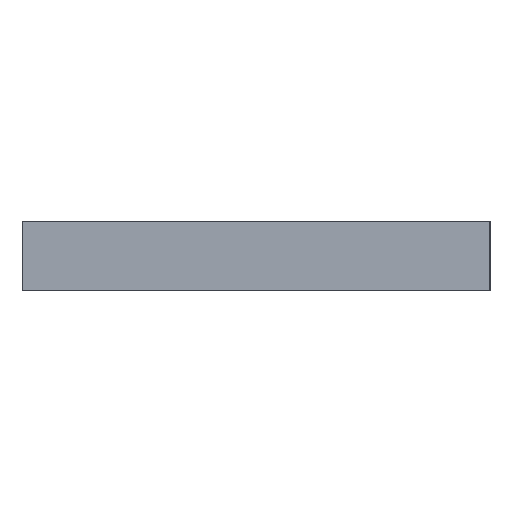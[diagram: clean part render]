
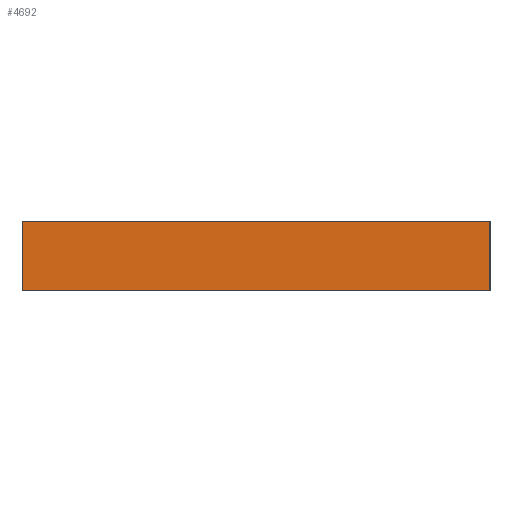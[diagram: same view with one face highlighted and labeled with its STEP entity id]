
A CAD part, left-side view. The second image highlights one B-rep face of the part: STEP entity #4692.
In plain terms, the highlighted planar face has unit normal (-1, 0, 0).
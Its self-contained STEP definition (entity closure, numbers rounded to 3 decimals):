
#1056=FACE_OUTER_BOUND('',#1513,.T.);
#1513=EDGE_LOOP('',(#4133,#4134,#4135,#4136));
#1801=LINE('',#7666,#2085);
#1818=LINE('',#7709,#2102);
#1819=LINE('',#7711,#2103);
#1820=LINE('',#7712,#2104);
#2085=VECTOR('',#6362,10.);
#2102=VECTOR('',#6405,10.);
#2103=VECTOR('',#6406,10.);
#2104=VECTOR('',#6407,10.);
#2487=VERTEX_POINT('',#7659);
#2490=VERTEX_POINT('',#7664);
#2503=VERTEX_POINT('',#7708);
#2504=VERTEX_POINT('',#7710);
#3047=EDGE_CURVE('',#2490,#2487,#1801,.T.);
#3068=EDGE_CURVE('',#2503,#2490,#1818,.T.);
#3069=EDGE_CURVE('',#2503,#2504,#1819,.T.);
#3070=EDGE_CURVE('',#2504,#2487,#1820,.T.);
#4133=ORIENTED_EDGE('',*,*,#3068,.F.);
#4134=ORIENTED_EDGE('',*,*,#3069,.T.);
#4135=ORIENTED_EDGE('',*,*,#3070,.T.);
#4136=ORIENTED_EDGE('',*,*,#3047,.F.);
#4507=PLANE('',#5210);
#4692=ADVANCED_FACE('',(#1056),#4507,.T.);
#5210=AXIS2_PLACEMENT_3D('',#7707,#6403,#6404);
#6362=DIRECTION('',(0.,1.,0.));
#6403=DIRECTION('center_axis',(-1.,0.,0.));
#6404=DIRECTION('ref_axis',(0.,0.,1.));
#6405=DIRECTION('',(0.,0.,-1.));
#6406=DIRECTION('',(0.,1.,0.));
#6407=DIRECTION('',(0.,0.,-1.));
#7659=CARTESIAN_POINT('',(92.9,-53.9,-5.49));
#7664=CARTESIAN_POINT('',(92.9,-148.5,-5.49));
#7666=CARTESIAN_POINT('',(92.9,-101.2,-5.49));
#7707=CARTESIAN_POINT('Origin',(92.9,-55.9,6.51));
#7708=CARTESIAN_POINT('',(92.9,-148.5,8.51));
#7709=CARTESIAN_POINT('',(92.9,-148.5,6.51));
#7710=CARTESIAN_POINT('',(92.9,-53.9,8.51));
#7711=CARTESIAN_POINT('',(92.9,-55.9,8.51));
#7712=CARTESIAN_POINT('',(92.9,-53.9,6.51));
